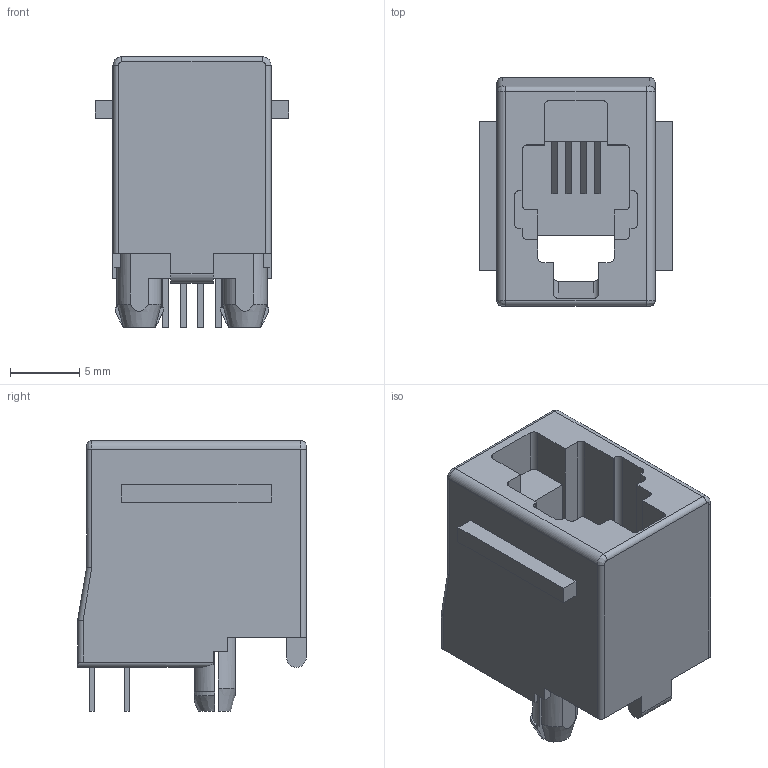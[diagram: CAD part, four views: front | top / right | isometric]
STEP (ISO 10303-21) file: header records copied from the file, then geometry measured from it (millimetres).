
FILE_DESCRIPTION(('STEP AP214'),'1');
FILE_NAME('40726.stp','2014-09-05T19:23:47',('TraceParts'),('TraceParts S.A.'),'XStep 1.0',' ',' ');
FILE_SCHEMA(('automotive_design'));
Length unit declared in the file: millimetre
Products named in the file (1): C-5520257-2
Bounding box: 13.97 x 16.51 x 19.56 mm (x, y, z)
Volume: 1845.5 mm3; surface area: 1998.2 mm2
Topology: 1 solids, 1 shells, 172 faces, 481 edges, 316 vertices
Faces by surface type: plane 118, cylinder 46, bspline 4, cone 4
Entity records: 5710 total; most frequent: CARTESIAN_POINT 1222, ORIENTED_EDGE 962, DIRECTION 887, EDGE_CURVE 481, LINE 369, VECTOR 369, VERTEX_POINT 316, AXIS2_PLACEMENT_3D 259
